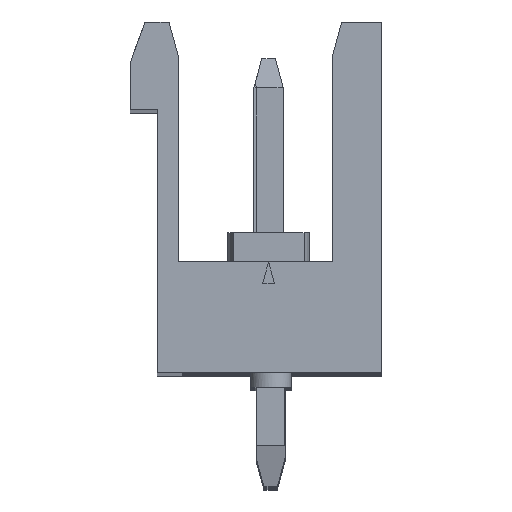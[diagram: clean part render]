
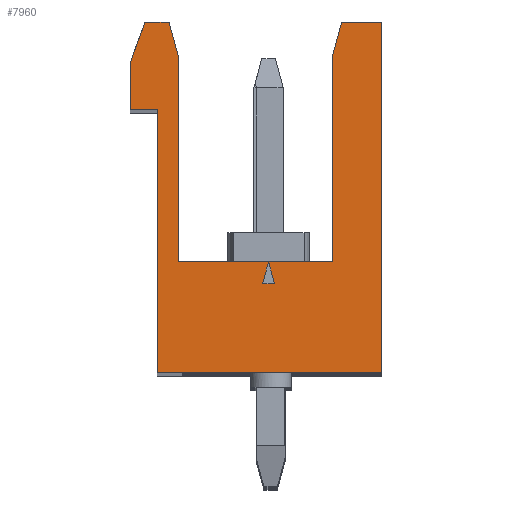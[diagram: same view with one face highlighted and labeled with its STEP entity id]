
A CAD part, top view. The second image highlights one B-rep face of the part: STEP entity #7960.
In plain terms, the highlighted planar face has unit normal (0, 0, 1).
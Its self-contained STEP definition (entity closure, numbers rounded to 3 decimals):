
#1540=CARTESIAN_POINT('',(40.427,39.443,
   2.54));
#1550=VERTEX_POINT('',#1540);
#1700=CARTESIAN_POINT('',(47.507,39.443,
   2.54));
#1710=VERTEX_POINT('',#1700);
#1740=CARTESIAN_POINT('',(0.,39.443,
   2.54));
#1750=DIRECTION('',(1.,0.,
   0.));
#1760=VECTOR('',#1750,1.);
#1770=LINE('',#1740,#1760);
#1780=EDGE_CURVE('',#1550,#1710,#1770,.T.);
#2010=CARTESIAN_POINT('',(48.627,45.048,
   2.54));
#2020=VERTEX_POINT('',#2010);
#2170=CARTESIAN_POINT('',(47.464,44.736,
   2.54));
#2180=VERTEX_POINT('',#2170);
#2210=CARTESIAN_POINT('',(0.,32.018,
   2.54));
#2220=DIRECTION('',(-0.966,-0.259,
   0.));
#2230=VECTOR('',#2220,1.);
#2240=LINE('',#2210,#2230);
#2250=EDGE_CURVE('',#2020,#2180,#2240,.T.);
#6810=CARTESIAN_POINT('',(42.394,39.31,
   2.54));
#6820=DIRECTION('',(0.,0.,
   1.));
#6830=DIRECTION('',(1.,0.,
   0.));
#6840=AXIS2_PLACEMENT_3D('',#6810,#6820,#6830);
#6850=PLANE('',#6840);
#6860=ORIENTED_EDGE('',*,*,#1780,.F.);
#6870=CARTESIAN_POINT('',(0.,52.172,
   2.54));
#6880=DIRECTION('',(-0.966,0.259,
   0.));
#6890=VECTOR('',#6880,1.);
#6900=LINE('',#6870,#6890);
#6910=CARTESIAN_POINT('',(48.627,39.143,
   2.54));
#6920=VERTEX_POINT('',#6910);
#6930=EDGE_CURVE('',#6920,#1710,#6900,.T.);
#6940=ORIENTED_EDGE('',*,*,#6930,.T.);
#6950=CARTESIAN_POINT('',(48.627,0.,
   2.54));
#6960=DIRECTION('',(0.,-1.,
   0.));
#6970=VECTOR('',#6960,1.);
#6980=LINE('',#6950,#6970);
#6990=CARTESIAN_POINT('',(48.627,37.773,
   2.54));
#7000=VERTEX_POINT('',#6990);
#7010=EDGE_CURVE('',#6920,#7000,#6980,.T.);
#7020=ORIENTED_EDGE('',*,*,#7010,.F.);
#7030=CARTESIAN_POINT('',(0.,37.773,
   2.54));
#7040=DIRECTION('',(1.,0.,
   0.));
#7050=VECTOR('',#7040,1.);
#7060=LINE('',#7030,#7050);
#7070=CARTESIAN_POINT('',(36.627,37.773,
   2.54));
#7080=VERTEX_POINT('',#7070);
#7090=EDGE_CURVE('',#7080,#7000,#7060,.T.);
#7100=ORIENTED_EDGE('',*,*,#7090,.T.);
#7110=CARTESIAN_POINT('',(36.627,0.,
   2.54));
#7120=DIRECTION('',(0.,1.,
   0.));
#7130=VECTOR('',#7120,1.);
#7140=LINE('',#7110,#7130);
#7150=CARTESIAN_POINT('',(36.627,45.443,
   2.54));
#7160=VERTEX_POINT('',#7150);
#7170=EDGE_CURVE('',#7080,#7160,#7140,.T.);
#7180=ORIENTED_EDGE('',*,*,#7170,.F.);
#7190=CARTESIAN_POINT('',(0.,45.443,
   2.54));
#7200=DIRECTION('',(1.,0.,
   0.));
#7210=VECTOR('',#7200,1.);
#7220=LINE('',#7190,#7210);
#7230=CARTESIAN_POINT('',(45.627,45.443,
   2.54));
#7240=VERTEX_POINT('',#7230);
#7250=EDGE_CURVE('',#7160,#7240,#7220,.T.);
#7260=ORIENTED_EDGE('',*,*,#7250,.F.);
#7270=CARTESIAN_POINT('',(45.627,0.,
   2.54));
#7280=DIRECTION('',(0.,1.,
   0.));
#7290=VECTOR('',#7280,1.);
#7300=LINE('',#7270,#7290);
#7310=CARTESIAN_POINT('',(45.627,46.373,
   2.54));
#7320=VERTEX_POINT('',#7310);
#7330=EDGE_CURVE('',#7240,#7320,#7300,.T.);
#7340=ORIENTED_EDGE('',*,*,#7330,.F.);
#7350=CARTESIAN_POINT('',(0.,46.373,
   2.54));
#7360=DIRECTION('',(1.,0.,
   0.));
#7370=VECTOR('',#7360,1.);
#7380=LINE('',#7350,#7370);
#7390=CARTESIAN_POINT('',(47.253,46.373,
   2.54));
#7400=VERTEX_POINT('',#7390);
#7410=EDGE_CURVE('',#7320,#7400,#7380,.T.);
#7420=ORIENTED_EDGE('',*,*,#7410,.F.);
#7430=CARTESIAN_POINT('',(0.,63.571,
   2.54));
#7440=DIRECTION('',(0.94,-0.342,
   0.));
#7450=VECTOR('',#7440,1.);
#7460=LINE('',#7430,#7450);
#7470=CARTESIAN_POINT('',(48.627,45.873,
   2.54));
#7480=VERTEX_POINT('',#7470);
#7490=EDGE_CURVE('',#7400,#7480,#7460,.T.);
#7500=ORIENTED_EDGE('',*,*,#7490,.F.);
#7510=EDGE_CURVE('',#7480,#2020,#6980,.T.);
#7520=ORIENTED_EDGE('',*,*,#7510,.F.);
#7530=ORIENTED_EDGE('',*,*,#2250,.F.);
#7540=CARTESIAN_POINT('',(0.,44.736,
   2.54));
#7550=DIRECTION('',(-1.,0.,
   0.));
#7560=VECTOR('',#7550,1.);
#7570=LINE('',#7540,#7560);
#7580=CARTESIAN_POINT('',(40.427,44.736,
   2.54));
#7590=VERTEX_POINT('',#7580);
#7600=EDGE_CURVE('',#2180,#7590,#7570,.T.);
#7610=ORIENTED_EDGE('',*,*,#7600,.F.);
#7620=CARTESIAN_POINT('',(40.427,0.,
   2.54));
#7630=DIRECTION('',(0.,-1.,
   0.));
#7640=VECTOR('',#7630,1.);
#7650=LINE('',#7620,#7640);
#7660=EDGE_CURVE('',#7590,#1550,#7650,.T.);
#7670=ORIENTED_EDGE('',*,*,#7660,.F.);
#7680=EDGE_LOOP('',(#7670,#7610,#7530,#7520,#7500,#7420,#7340,#7260,
   #7180,#7100,#7020,#6940,#6860));
#7690=FACE_OUTER_BOUND('',#7680,.T.);
#7700=CARTESIAN_POINT('',(0.,30.81,
   2.54));
#7710=DIRECTION('',(0.966,0.259,
   0.));
#7720=VECTOR('',#7710,1.);
#7730=LINE('',#7700,#7720);
#7740=CARTESIAN_POINT('',(39.677,41.442,
   2.54));
#7750=VERTEX_POINT('',#7740);
#7760=CARTESIAN_POINT('',(40.427,41.643,
   2.54));
#7770=VERTEX_POINT('',#7760);
#7780=EDGE_CURVE('',#7750,#7770,#7730,.T.);
#7790=ORIENTED_EDGE('',*,*,#7780,.F.);
#7800=CARTESIAN_POINT('',(0.,52.475,
   2.54));
#7810=DIRECTION('',(-0.966,0.259,
   0.));
#7820=VECTOR('',#7810,1.);
#7830=LINE('',#7800,#7820);
#7840=CARTESIAN_POINT('',(39.677,41.844,
   2.54));
#7850=VERTEX_POINT('',#7840);
#7860=EDGE_CURVE('',#7770,#7850,#7830,.T.);
#7870=ORIENTED_EDGE('',*,*,#7860,.F.);
#7880=CARTESIAN_POINT('',(39.677,0.,
   2.54));
#7890=DIRECTION('',(0.,-1.,
   0.));
#7900=VECTOR('',#7890,1.);
#7910=LINE('',#7880,#7900);
#7920=EDGE_CURVE('',#7850,#7750,#7910,.T.);
#7930=ORIENTED_EDGE('',*,*,#7920,.F.);
#7940=EDGE_LOOP('',(#7930,#7870,#7790));
#7950=FACE_BOUND('',#7940,.T.);
#7960=ADVANCED_FACE('',(#7690,#7950),#6850,.T.);
